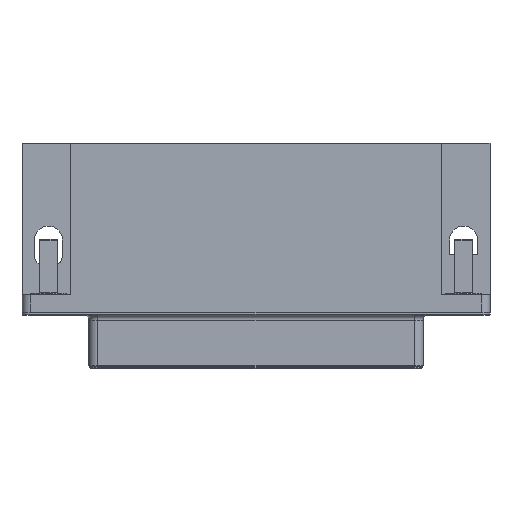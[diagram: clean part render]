
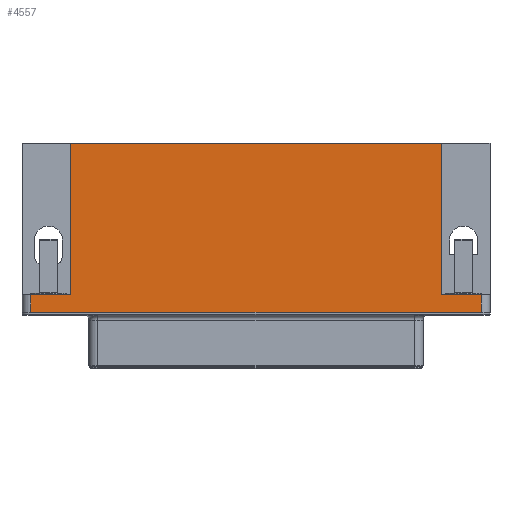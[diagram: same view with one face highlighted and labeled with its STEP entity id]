
A CAD part, top view. The second image highlights one B-rep face of the part: STEP entity #4557.
In plain terms, the highlighted planar face has unit normal (0, 0, 1).
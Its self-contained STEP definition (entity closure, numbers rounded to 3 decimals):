
#3900 = VERTEX_POINT('',#3901);
#3901 = CARTESIAN_POINT('',(8.93,-17.4,12.5));
#3948 = VERTEX_POINT('',#3949);
#3949 = CARTESIAN_POINT('',(-42.17,-17.4,12.5));
#3955 = EDGE_CURVE('',#3900,#3948,#3956,.T.);
#3956 = LINE('',#3957,#3958);
#3957 = CARTESIAN_POINT('',(9.93,-17.4,12.5));
#3958 = VECTOR('',#3959,1.);
#3959 = DIRECTION('',(-1.,0.,0.));
#4157 = EDGE_CURVE('',#3900,#4158,#4160,.T.);
#4158 = VERTEX_POINT('',#4159);
#4159 = CARTESIAN_POINT('',(8.93,-15.4,12.5));
#4160 = LINE('',#4161,#4162);
#4161 = CARTESIAN_POINT('',(8.93,-17.4,12.5));
#4162 = VECTOR('',#4163,1.);
#4163 = DIRECTION('',(0.,1.,0.));
#4557 = ADVANCED_FACE('',(#4558),#4608,.T.);
#4558 = FACE_BOUND('',#4559,.T.);
#4559 = EDGE_LOOP('',(#4560,#4561,#4562,#4570,#4578,#4586,#4594,#4602));
#4560 = ORIENTED_EDGE('',*,*,#3955,.F.);
#4561 = ORIENTED_EDGE('',*,*,#4157,.T.);
#4562 = ORIENTED_EDGE('',*,*,#4563,.F.);
#4563 = EDGE_CURVE('',#4564,#4158,#4566,.T.);
#4564 = VERTEX_POINT('',#4565);
#4565 = CARTESIAN_POINT('',(4.43,-15.4,12.5));
#4566 = LINE('',#4567,#4568);
#4567 = CARTESIAN_POINT('',(8.93,-15.4,12.5));
#4568 = VECTOR('',#4569,1.);
#4569 = DIRECTION('',(1.,0.,0.));
#4570 = ORIENTED_EDGE('',*,*,#4571,.F.);
#4571 = EDGE_CURVE('',#4572,#4564,#4574,.T.);
#4572 = VERTEX_POINT('',#4573);
#4573 = CARTESIAN_POINT('',(4.43,1.8,12.5));
#4574 = LINE('',#4575,#4576);
#4575 = CARTESIAN_POINT('',(4.43,-16.4,12.5));
#4576 = VECTOR('',#4577,1.);
#4577 = DIRECTION('',(0.,-1.,0.));
#4578 = ORIENTED_EDGE('',*,*,#4579,.T.);
#4579 = EDGE_CURVE('',#4572,#4580,#4582,.T.);
#4580 = VERTEX_POINT('',#4581);
#4581 = CARTESIAN_POINT('',(-37.67,1.8,12.5));
#4582 = LINE('',#4583,#4584);
#4583 = CARTESIAN_POINT('',(9.93,1.8,12.5));
#4584 = VECTOR('',#4585,1.);
#4585 = DIRECTION('',(-1.,0.,0.));
#4586 = ORIENTED_EDGE('',*,*,#4587,.F.);
#4587 = EDGE_CURVE('',#4588,#4580,#4590,.T.);
#4588 = VERTEX_POINT('',#4589);
#4589 = CARTESIAN_POINT('',(-37.67,-15.4,12.5));
#4590 = LINE('',#4591,#4592);
#4591 = CARTESIAN_POINT('',(-37.67,-16.4,12.5));
#4592 = VECTOR('',#4593,1.);
#4593 = DIRECTION('',(0.,1.,0.));
#4594 = ORIENTED_EDGE('',*,*,#4595,.F.);
#4595 = EDGE_CURVE('',#4596,#4588,#4598,.T.);
#4596 = VERTEX_POINT('',#4597);
#4597 = CARTESIAN_POINT('',(-42.17,-15.4,12.5));
#4598 = LINE('',#4599,#4600);
#4599 = CARTESIAN_POINT('',(-15.62,-15.4,12.5));
#4600 = VECTOR('',#4601,1.);
#4601 = DIRECTION('',(1.,0.,0.));
#4602 = ORIENTED_EDGE('',*,*,#4603,.F.);
#4603 = EDGE_CURVE('',#3948,#4596,#4604,.T.);
#4604 = LINE('',#4605,#4606);
#4605 = CARTESIAN_POINT('',(-42.17,-17.4,12.5));
#4606 = VECTOR('',#4607,1.);
#4607 = DIRECTION('',(0.,1.,0.));
#4608 = PLANE('',#4609);
#4609 = AXIS2_PLACEMENT_3D('',#4610,#4611,#4612);
#4610 = CARTESIAN_POINT('',(9.93,-17.4,12.5));
#4611 = DIRECTION('',(0.,0.,1.));
#4612 = DIRECTION('',(-1.,0.,0.));
